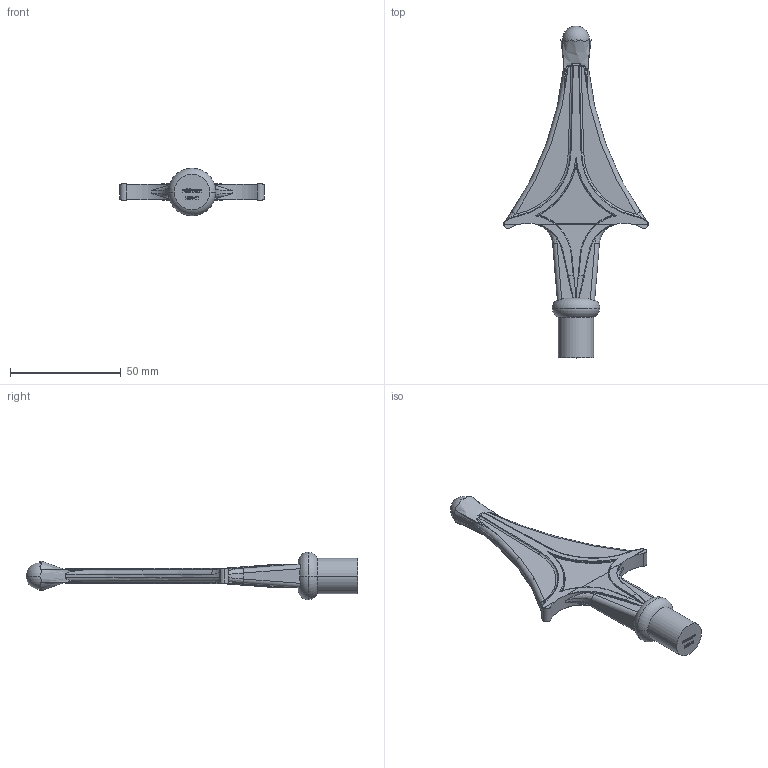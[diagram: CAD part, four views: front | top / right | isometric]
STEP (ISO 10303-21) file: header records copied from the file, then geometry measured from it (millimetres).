
FILE_DESCRIPTION (( 'STEP AP203' ), '1' );
FILE_NAME ('1386-11.step', '2015-09-17T14:43:40', ( '' ), ( '' ), 'SwSTEP 2.0', 'SolidWorks 2015', '' );
FILE_SCHEMA (( 'CONFIG_CONTROL_DESIGN' ));
Length unit declared in the file: millimetre
Products named in the file (1): 1386-11
Bounding box: 65.26 x 150 x 21.5 mm (x, y, z)
Volume: 26497.4 mm3; surface area: 10088.1 mm2
Topology: 1 solids, 1 shells, 386 faces, 1017 edges, 652 vertices
Faces by surface type: plane 150, bspline 128, cylinder 58, torus 42, sphere 8
Entity records: 18359 total; most frequent: CARTESIAN_POINT 9921, ORIENTED_EDGE 2024, DIRECTION 1292, EDGE_CURVE 1012, VERTEX_POINT 649, VECTOR 470, LINE 470, AXIS2_PLACEMENT_3D 411
